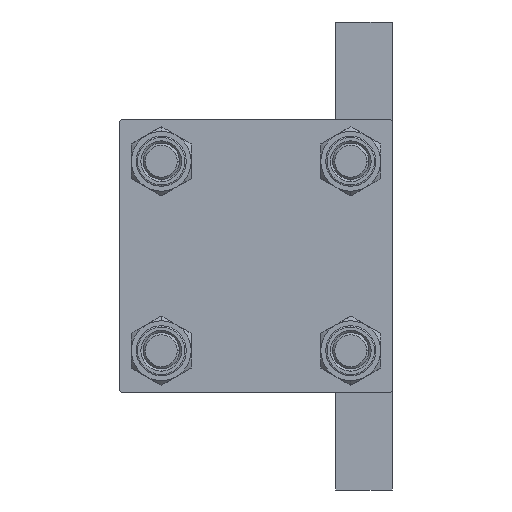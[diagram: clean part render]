
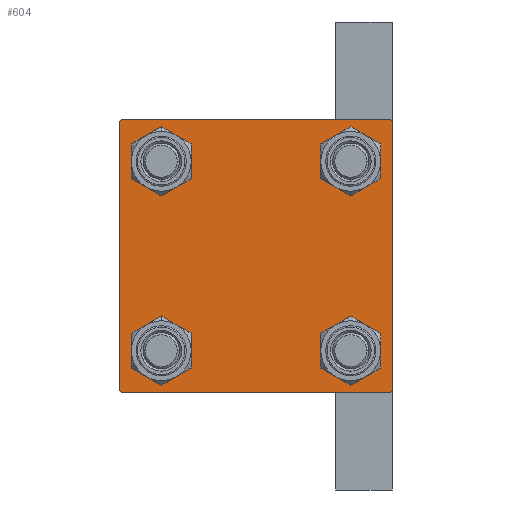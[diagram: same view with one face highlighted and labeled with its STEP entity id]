
A CAD part, left-side view. The second image highlights one B-rep face of the part: STEP entity #604.
In plain terms, the highlighted planar face has unit normal (-1, 0, 0).
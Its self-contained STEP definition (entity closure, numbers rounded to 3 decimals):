
#227 = ORIENTED_EDGE ( 'NONE', *, *, #22228, .T. ) ;
#430 = LINE ( 'NONE', #8201, #18128 ) ;
#574 = DIRECTION ( 'NONE',  ( 0., 0., 1. ) ) ;
#604 = ADVANCED_FACE ( 'NONE', ( #17061, #47068, #32288, #25057, #24570 ), #17306, .T. ) ;
#767 = CARTESIAN_POINT ( 'NONE',  ( 0., -29.5, 30. ) ) ;
#1491 = CARTESIAN_POINT ( 'NONE',  ( 0., -29.75, 29.75 ) ) ;
#1618 = VERTEX_POINT ( 'NONE', #34240 ) ;
#2552 = DIRECTION ( 'NONE',  ( 0., -1., 0. ) ) ;
#2682 = EDGE_CURVE ( 'NONE', #14238, #43634, #19824, .T. ) ;
#3021 = DIRECTION ( 'NONE',  ( 0., 0., -1. ) ) ;
#3370 = VECTOR ( 'NONE', #35751, 1000. ) ;
#3765 = EDGE_CURVE ( 'NONE', #31700, #26767, #14508, .T. ) ;
#3866 = VECTOR ( 'NONE', #3021, 1000. ) ;
#4638 = CIRCLE ( 'NONE', #26993, 4.5 ) ;
#5375 = CIRCLE ( 'NONE', #49285, 4.5 ) ;
#5447 = EDGE_CURVE ( 'NONE', #16259, #40722, #10175, .T. ) ;
#5830 = VECTOR ( 'NONE', #22870, 1000. ) ;
#5886 = DIRECTION ( 'NONE',  ( 0., 0., -1. ) ) ;
#6015 = EDGE_CURVE ( 'NONE', #18607, #43790, #29369, .T. ) ;
#6489 = EDGE_CURVE ( 'NONE', #33025, #20579, #14038, .T. ) ;
#7914 = VERTEX_POINT ( 'NONE', #767 ) ;
#8071 = CARTESIAN_POINT ( 'NONE',  ( 0., -20.85, 20.85 ) ) ;
#8201 = CARTESIAN_POINT ( 'NONE',  ( 0., -29.75, -29.75 ) ) ;
#8437 = CARTESIAN_POINT ( 'NONE',  ( 0., 30., 29.5 ) ) ;
#8565 = CARTESIAN_POINT ( 'NONE',  ( 0., 20.85, -25.35 ) ) ;
#9316 = AXIS2_PLACEMENT_3D ( 'NONE', #44282, #28061, #32540 ) ;
#9344 = CARTESIAN_POINT ( 'NONE',  ( 0., 30., -29.5 ) ) ;
#9488 = VECTOR ( 'NONE', #5886, 1000. ) ;
#9982 = EDGE_LOOP ( 'NONE', ( #30265, #32551, #40596, #13286, #36043, #31450, #29823, #41672 ) ) ;
#10175 = CIRCLE ( 'NONE', #38129, 4.5 ) ;
#10544 = VERTEX_POINT ( 'NONE', #8437 ) ;
#10777 = DIRECTION ( 'NONE',  ( 1., 0., 0. ) ) ;
#10855 = CARTESIAN_POINT ( 'NONE',  ( 0., -20.85, -20.85 ) ) ;
#11390 = VECTOR ( 'NONE', #26675, 1000. ) ;
#11439 = CARTESIAN_POINT ( 'NONE',  ( 0., 30., 30. ) ) ;
#11502 = EDGE_CURVE ( 'NONE', #43790, #18607, #46133, .T. ) ;
#13263 = LINE ( 'NONE', #43772, #38577 ) ;
#13286 = ORIENTED_EDGE ( 'NONE', *, *, #15744, .T. ) ;
#13567 = CARTESIAN_POINT ( 'NONE',  ( 0., -20.85, -16.35 ) ) ;
#14038 = LINE ( 'NONE', #36562, #31010 ) ;
#14238 = VERTEX_POINT ( 'NONE', #20497 ) ;
#14508 = LINE ( 'NONE', #14750, #3866 ) ;
#14750 = CARTESIAN_POINT ( 'NONE',  ( 0., -30., 30. ) ) ;
#14769 = EDGE_LOOP ( 'NONE', ( #14975, #15582 ) ) ;
#14975 = ORIENTED_EDGE ( 'NONE', *, *, #22772, .T. ) ;
#15244 = CARTESIAN_POINT ( 'NONE',  ( 0., -20.85, -25.35 ) ) ;
#15582 = ORIENTED_EDGE ( 'NONE', *, *, #37453, .T. ) ;
#15744 = EDGE_CURVE ( 'NONE', #20579, #26767, #430, .T. ) ;
#16259 = VERTEX_POINT ( 'NONE', #31483 ) ;
#17003 = DIRECTION ( 'NONE',  ( 0., 0., 1. ) ) ;
#17061 = FACE_BOUND ( 'NONE', #49047, .T. ) ;
#17306 = PLANE ( 'NONE',  #9316 ) ;
#18113 = CARTESIAN_POINT ( 'NONE',  ( 0., -20.85, 20.85 ) ) ;
#18128 = VECTOR ( 'NONE', #42433, 1000. ) ;
#18371 = DIRECTION ( 'NONE',  ( 1., 0., 0. ) ) ;
#18607 = VERTEX_POINT ( 'NONE', #15244 ) ;
#18938 = AXIS2_PLACEMENT_3D ( 'NONE', #38103, #19597, #574 ) ;
#19326 = DIRECTION ( 'NONE',  ( 0., 0., 1. ) ) ;
#19597 = DIRECTION ( 'NONE',  ( 1., 0., 0. ) ) ;
#19824 = CIRCLE ( 'NONE', #46937, 4.5 ) ;
#20298 = DIRECTION ( 'NONE',  ( 0., 0.707, -0.707 ) ) ;
#20497 = CARTESIAN_POINT ( 'NONE',  ( 0., -20.85, 25.35 ) ) ;
#20579 = VERTEX_POINT ( 'NONE', #21423 ) ;
#21423 = CARTESIAN_POINT ( 'NONE',  ( 0., -29.5, -30. ) ) ;
#22228 = EDGE_CURVE ( 'NONE', #43634, #14238, #5375, .T. ) ;
#22772 = EDGE_CURVE ( 'NONE', #1618, #35339, #4638, .T. ) ;
#22870 = DIRECTION ( 'NONE',  ( 0., -0.707, -0.707 ) ) ;
#22898 = EDGE_CURVE ( 'NONE', #31700, #7914, #36247, .T. ) ;
#23860 = CARTESIAN_POINT ( 'NONE',  ( 0., 29.75, -29.75 ) ) ;
#24382 = EDGE_CURVE ( 'NONE', #34958, #7914, #31642, .T. ) ;
#24570 = FACE_OUTER_BOUND ( 'NONE', #9982, .T. ) ;
#24655 = EDGE_CURVE ( 'NONE', #44729, #33025, #26616, .T. ) ;
#25057 = FACE_BOUND ( 'NONE', #31436, .T. ) ;
#25786 = EDGE_CURVE ( 'NONE', #34958, #10544, #13263, .T. ) ;
#26026 = DIRECTION ( 'NONE',  ( 0., 0., 1. ) ) ;
#26109 = DIRECTION ( 'NONE',  ( 0., 0., 1. ) ) ;
#26526 = CARTESIAN_POINT ( 'NONE',  ( 0., -20.85, -20.85 ) ) ;
#26616 = LINE ( 'NONE', #23860, #5830 ) ;
#26675 = DIRECTION ( 'NONE',  ( 0., -1., 0. ) ) ;
#26767 = VERTEX_POINT ( 'NONE', #45211 ) ;
#26993 = AXIS2_PLACEMENT_3D ( 'NONE', #38535, #34528, #31020 ) ;
#27538 = DIRECTION ( 'NONE',  ( 1., 0., 0. ) ) ;
#27932 = CARTESIAN_POINT ( 'NONE',  ( 0., 29.5, 30. ) ) ;
#28061 = DIRECTION ( 'NONE',  ( -1., 0., 0. ) ) ;
#28322 = AXIS2_PLACEMENT_3D ( 'NONE', #36200, #43945, #39455 ) ;
#28861 = DIRECTION ( 'NONE',  ( 1., 0., 0. ) ) ;
#29106 = EDGE_CURVE ( 'NONE', #40722, #16259, #45088, .T. ) ;
#29369 = CIRCLE ( 'NONE', #34940, 4.5 ) ;
#29823 = ORIENTED_EDGE ( 'NONE', *, *, #24382, .F. ) ;
#30265 = ORIENTED_EDGE ( 'NONE', *, *, #41812, .T. ) ;
#30530 = EDGE_LOOP ( 'NONE', ( #31936, #40305 ) ) ;
#31010 = VECTOR ( 'NONE', #2552, 1000. ) ;
#31020 = DIRECTION ( 'NONE',  ( 0., 0., 1. ) ) ;
#31436 = EDGE_LOOP ( 'NONE', ( #32839, #48114 ) ) ;
#31450 = ORIENTED_EDGE ( 'NONE', *, *, #22898, .T. ) ;
#31483 = CARTESIAN_POINT ( 'NONE',  ( 0., 20.85, 16.35 ) ) ;
#31642 = LINE ( 'NONE', #11439, #11390 ) ;
#31700 = VERTEX_POINT ( 'NONE', #43630 ) ;
#31936 = ORIENTED_EDGE ( 'NONE', *, *, #11502, .T. ) ;
#32288 = FACE_BOUND ( 'NONE', #14769, .T. ) ;
#32353 = DIRECTION ( 'NONE',  ( 0., 0., 1. ) ) ;
#32540 = DIRECTION ( 'NONE',  ( 0., 0., 1. ) ) ;
#32551 = ORIENTED_EDGE ( 'NONE', *, *, #24655, .T. ) ;
#32839 = ORIENTED_EDGE ( 'NONE', *, *, #29106, .T. ) ;
#33025 = VERTEX_POINT ( 'NONE', #34690 ) ;
#33342 = AXIS2_PLACEMENT_3D ( 'NONE', #26526, #10777, #26026 ) ;
#34240 = CARTESIAN_POINT ( 'NONE',  ( 0., 20.85, -16.35 ) ) ;
#34528 = DIRECTION ( 'NONE',  ( 1., 0., 0. ) ) ;
#34690 = CARTESIAN_POINT ( 'NONE',  ( 0., 29.5, -30. ) ) ;
#34940 = AXIS2_PLACEMENT_3D ( 'NONE', #10855, #18371, #26109 ) ;
#34958 = VERTEX_POINT ( 'NONE', #27932 ) ;
#35339 = VERTEX_POINT ( 'NONE', #8565 ) ;
#35751 = DIRECTION ( 'NONE',  ( 0., 0.707, 0.707 ) ) ;
#36043 = ORIENTED_EDGE ( 'NONE', *, *, #3765, .F. ) ;
#36200 = CARTESIAN_POINT ( 'NONE',  ( 0., 20.85, 20.85 ) ) ;
#36247 = LINE ( 'NONE', #1491, #3370 ) ;
#36562 = CARTESIAN_POINT ( 'NONE',  ( 0., 30., -30. ) ) ;
#37119 = CARTESIAN_POINT ( 'NONE',  ( 0., -20.85, 16.35 ) ) ;
#37453 = EDGE_CURVE ( 'NONE', #35339, #1618, #39665, .T. ) ;
#38103 = CARTESIAN_POINT ( 'NONE',  ( 0., 20.85, -20.85 ) ) ;
#38129 = AXIS2_PLACEMENT_3D ( 'NONE', #43990, #47752, #17003 ) ;
#38535 = CARTESIAN_POINT ( 'NONE',  ( 0., 20.85, -20.85 ) ) ;
#38577 = VECTOR ( 'NONE', #20298, 1000. ) ;
#39455 = DIRECTION ( 'NONE',  ( 0., 0., 1. ) ) ;
#39665 = CIRCLE ( 'NONE', #18938, 4.5 ) ;
#40305 = ORIENTED_EDGE ( 'NONE', *, *, #6015, .T. ) ;
#40596 = ORIENTED_EDGE ( 'NONE', *, *, #6489, .T. ) ;
#40722 = VERTEX_POINT ( 'NONE', #41674 ) ;
#41672 = ORIENTED_EDGE ( 'NONE', *, *, #25786, .T. ) ;
#41674 = CARTESIAN_POINT ( 'NONE',  ( 0., 20.85, 25.35 ) ) ;
#41812 = EDGE_CURVE ( 'NONE', #10544, #44729, #44637, .T. ) ;
#42433 = DIRECTION ( 'NONE',  ( 0., -0.707, 0.707 ) ) ;
#43630 = CARTESIAN_POINT ( 'NONE',  ( 0., -30., 29.5 ) ) ;
#43634 = VERTEX_POINT ( 'NONE', #37119 ) ;
#43772 = CARTESIAN_POINT ( 'NONE',  ( 0., 29.75, 29.75 ) ) ;
#43790 = VERTEX_POINT ( 'NONE', #13567 ) ;
#43945 = DIRECTION ( 'NONE',  ( 1., 0., 0. ) ) ;
#43990 = CARTESIAN_POINT ( 'NONE',  ( 0., 20.85, 20.85 ) ) ;
#44186 = ORIENTED_EDGE ( 'NONE', *, *, #2682, .T. ) ;
#44282 = CARTESIAN_POINT ( 'NONE',  ( 0., 0., 0. ) ) ;
#44637 = LINE ( 'NONE', #48387, #9488 ) ;
#44729 = VERTEX_POINT ( 'NONE', #9344 ) ;
#45088 = CIRCLE ( 'NONE', #28322, 4.5 ) ;
#45211 = CARTESIAN_POINT ( 'NONE',  ( 0., -30., -29.5 ) ) ;
#46133 = CIRCLE ( 'NONE', #33342, 4.5 ) ;
#46937 = AXIS2_PLACEMENT_3D ( 'NONE', #8071, #27538, #19326 ) ;
#47068 = FACE_BOUND ( 'NONE', #30530, .T. ) ;
#47752 = DIRECTION ( 'NONE',  ( 1., 0., 0. ) ) ;
#48114 = ORIENTED_EDGE ( 'NONE', *, *, #5447, .T. ) ;
#48387 = CARTESIAN_POINT ( 'NONE',  ( 0., 30., 30. ) ) ;
#49047 = EDGE_LOOP ( 'NONE', ( #44186, #227 ) ) ;
#49285 = AXIS2_PLACEMENT_3D ( 'NONE', #18113, #28861, #32353 ) ;
